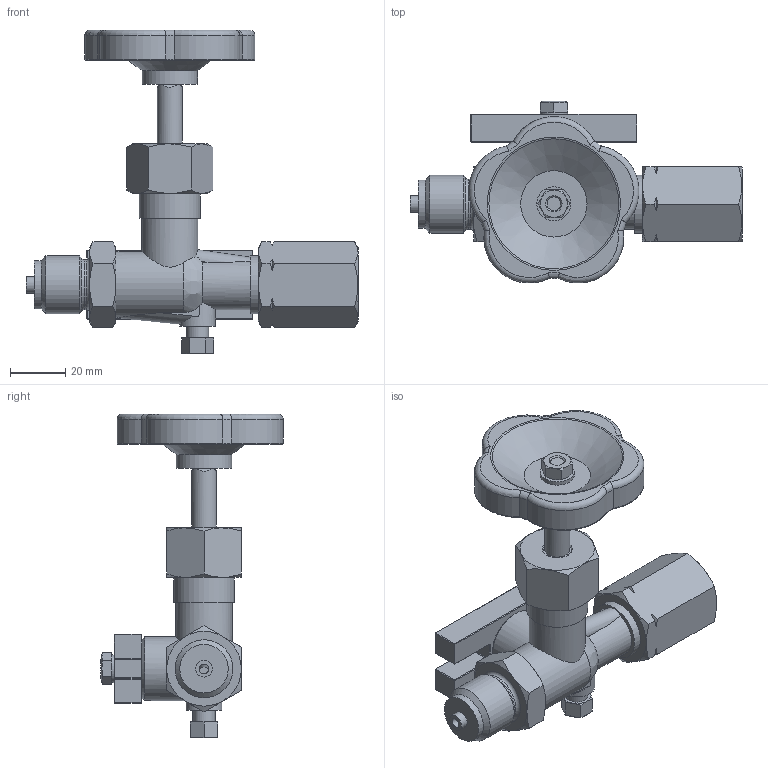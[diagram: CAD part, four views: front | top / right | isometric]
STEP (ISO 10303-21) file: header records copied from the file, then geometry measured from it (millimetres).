
FILE_DESCRIPTION( ( 'Unknown' ), '1' );
FILE_NAME( '1007104X.stp', 'Unknown', ( 'Peter Nanko' ), ( 'Armaturen Arndt' ), 'PSStep 14.0', 'Solid Edge ST4', ' ' );
FILE_SCHEMA( ( 'AUTOMOTIVE_DESIGN { 1 0 10303 214 1 1 1 1 }' ) );
Length unit declared in the file: millimetre
Products named in the file (1): 1
Bounding box: 120 x 65.92 x 117.07 mm (x, y, z)
Volume: 113240 mm3; surface area: 32400 mm2
Topology: 1 solids, 5 shells, 287 faces, 630 edges, 379 vertices
Faces by surface type: plane 163, cone 52, cylinder 44, torus 26, bspline 2
Full cylindrical faces by diameter (mm): 3.5 x2, 5 x1, 6 x1, 6.5 x1, 7 x1, 8 x1, 9 x1, 10 x1, 12.3 x1, 13 x1, 17.5 x1, 18 x1, 18.631 x1, 19.6 x1, 20 x1, 20.3 x1, 20.376 x1, 20.955 x3, 21.2 x1, 22 x1, 23 x1, 24 x1, 44 x1
Entity records: 10546 total; most frequent: CARTESIAN_POINT 2493, DIRECTION 1148, ORIENTED_EDGE 1102, EDGE_CURVE 551, AXIS2_PLACEMENT_3D 457, EDGE_LOOP 377, VERTEX_POINT 360, FACE_OUTER_BOUND 319
